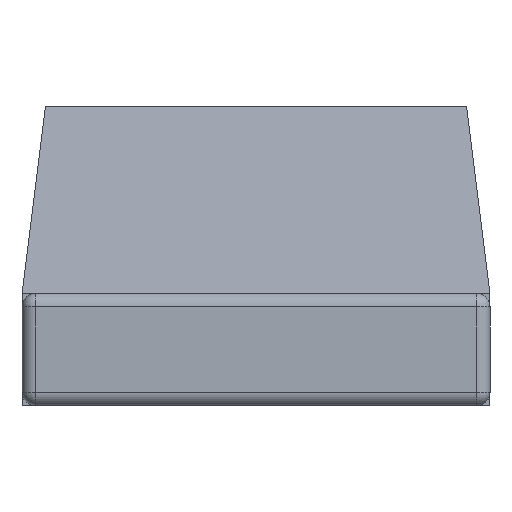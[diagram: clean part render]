
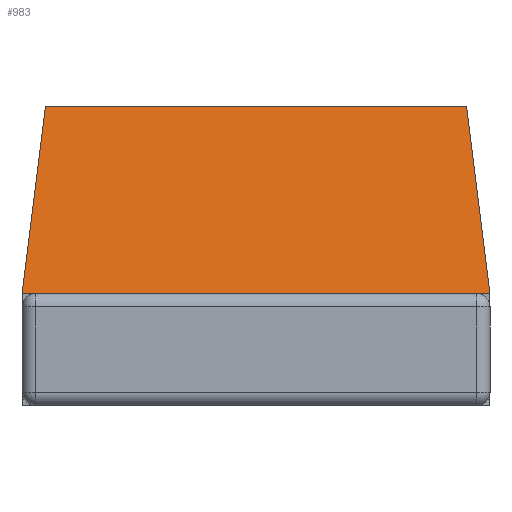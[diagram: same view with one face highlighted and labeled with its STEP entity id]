
A CAD part, left-side view. The second image highlights one B-rep face of the part: STEP entity #983.
In plain terms, the highlighted planar face has unit normal (-0.981, 0, 0.196).
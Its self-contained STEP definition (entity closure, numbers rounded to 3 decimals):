
#49=PLANE('',#1120);
#119=LINE('',#1686,#203);
#123=LINE('',#1695,#207);
#127=LINE('',#1701,#211);
#128=LINE('',#1703,#212);
#203=VECTOR('',#1409,10.);
#207=VECTOR('',#1415,10.);
#211=VECTOR('',#1423,10.);
#212=VECTOR('',#1426,10.);
#311=FACE_OUTER_BOUND('',#381,.T.);
#381=EDGE_LOOP('',(#873,#874,#875,#876));
#495=VERTEX_POINT('',#1683);
#496=VERTEX_POINT('',#1685);
#499=VERTEX_POINT('',#1692);
#500=VERTEX_POINT('',#1694);
#619=EDGE_CURVE('',#496,#495,#119,.T.);
#623=EDGE_CURVE('',#499,#500,#123,.T.);
#627=EDGE_CURVE('',#499,#496,#127,.T.);
#628=EDGE_CURVE('',#500,#495,#128,.T.);
#873=ORIENTED_EDGE('',*,*,#623,.F.);
#874=ORIENTED_EDGE('',*,*,#627,.T.);
#875=ORIENTED_EDGE('',*,*,#619,.T.);
#876=ORIENTED_EDGE('',*,*,#628,.F.);
#983=ADVANCED_FACE('',(#311),#49,.F.);
#1120=AXIS2_PLACEMENT_3D('',#1702,#1424,#1425);
#1409=DIRECTION('',(0.,1.,0.));
#1415=DIRECTION('',(0.,1.,0.));
#1423=DIRECTION('',(0.195,0.122,0.973));
#1424=DIRECTION('center_axis',(0.981,0.,-0.196));
#1425=DIRECTION('ref_axis',(-0.196,0.,-0.981));
#1426=DIRECTION('',(0.195,-0.122,0.973));
#1683=CARTESIAN_POINT('',(-0.45,0.563,0.8));
#1685=CARTESIAN_POINT('',(-0.45,-0.563,0.8));
#1686=CARTESIAN_POINT('',(-0.45,0.563,0.8));
#1692=CARTESIAN_POINT('',(-0.55,-0.625,0.3));
#1694=CARTESIAN_POINT('',(-0.55,0.625,0.3));
#1695=CARTESIAN_POINT('',(-0.55,0.625,0.3));
#1701=CARTESIAN_POINT('',(-0.55,-0.625,0.3));
#1702=CARTESIAN_POINT('Origin',(-0.55,-0.625,0.3));
#1703=CARTESIAN_POINT('',(-0.55,0.625,0.3));
